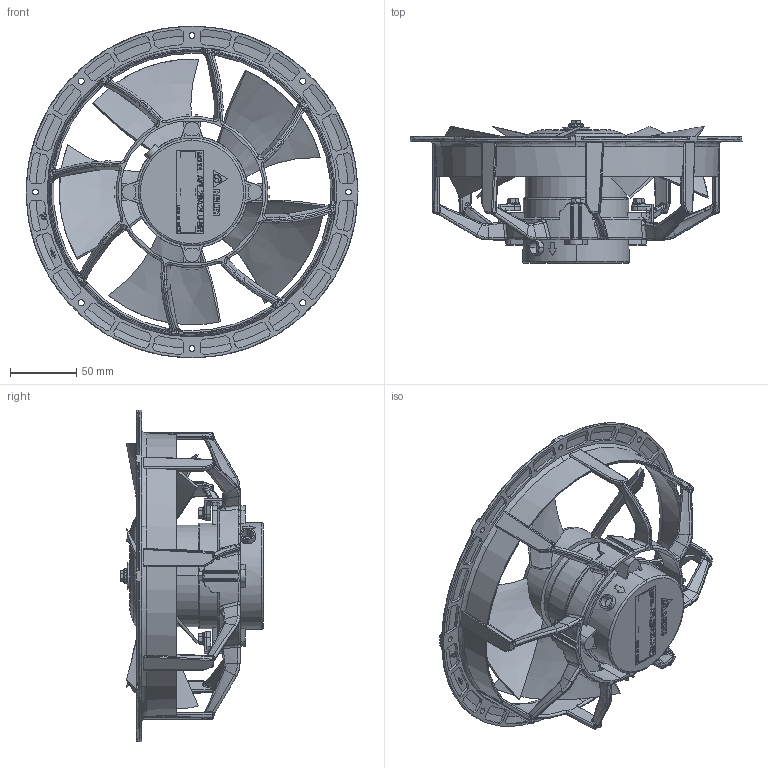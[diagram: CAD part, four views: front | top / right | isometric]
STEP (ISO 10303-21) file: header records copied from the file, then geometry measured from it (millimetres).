
FILE_DESCRIPTION((''),'2;1');
FILE_NAME('DELTA_EST_FAN_AFL25A2LU-00ASU','2018-04-13T',('HARVEY.WU'),(''),'PRO/ENGINEER BY PARAMETRIC TECHNOLOGY CORPORATION, 2008150','PRO/ENGINEER BY PARAMETRIC TECHNOLOGY CORPORATION, 2008150','');
FILE_SCHEMA(('CONFIG_CONTROL_DESIGN'));
Products named in the file (1): DELTA_EST_FAN_AFL25A2LU-00ASU
Bounding box: 250 x 107.95 x 250 mm (x, y, z)
Surface area: 218455 mm2 (no closed solid volume)
Topology: 0 solids, 8 shells, 2981 faces, 8115 edges, 5159 vertices
Faces by surface type: plane 1554, bspline 592, cylinder 560, torus 136, cone 92, sphere 26, extrusion 21
Entity records: 116298 total; most frequent: CARTESIAN_POINT 46520, ORIENTED_EDGE 16144, DIRECTION 12128, EDGE_CURVE 8109, VERTEX_POINT 5159, VECTOR 4418, LINE 4397, AXIS2_PLACEMENT_3D 3855
